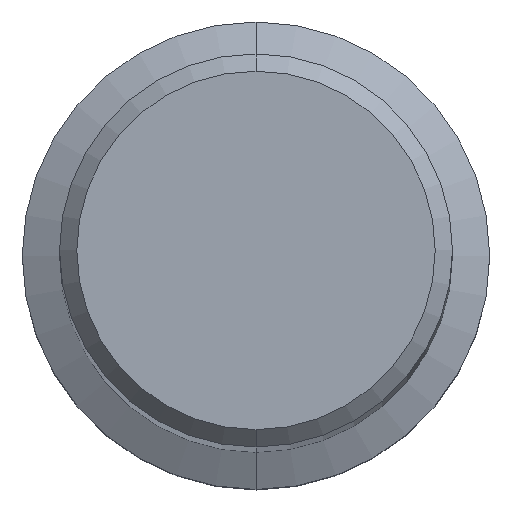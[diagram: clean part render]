
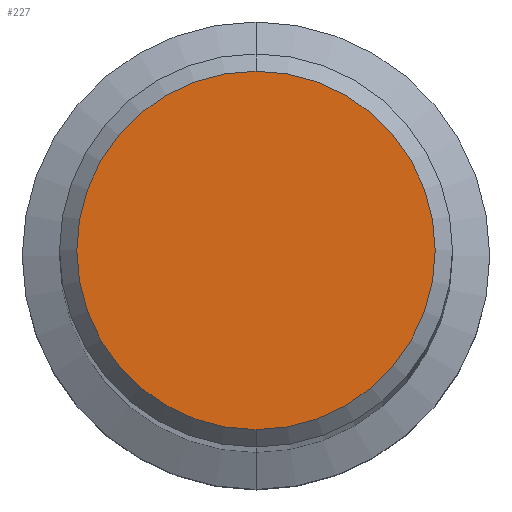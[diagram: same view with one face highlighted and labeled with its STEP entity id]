
A CAD part, top view. The second image highlights one B-rep face of the part: STEP entity #227.
In plain terms, the highlighted planar face has unit normal (0, 0, 1).
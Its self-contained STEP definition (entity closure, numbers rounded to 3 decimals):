
#227=ADVANCED_FACE('',(#587),#588,.T.);
#295=VERTEX_POINT('',#663);
#387=EDGE_CURVE('',#295,#507,#761,.T.);
#489=EDGE_CURVE('',#507,#295,#874,.T.);
#507=VERTEX_POINT('',#896);
#587=FACE_OUTER_BOUND('',#1024,.T.);
#588=PLANE('',#1025);
#663=CARTESIAN_POINT('',(0.0,10.35,0.0));
#761=CIRCLE('',#1532,10.35);
#874=CIRCLE('',#1734,10.35);
#896=CARTESIAN_POINT('',(0.,-10.35,0.0));
#1024=EDGE_LOOP('',(#1855,#1856));
#1025=AXIS2_PLACEMENT_3D('',#1857,#1858,#1859);
#1532=AXIS2_PLACEMENT_3D('',#2039,#2040,#2041);
#1734=AXIS2_PLACEMENT_3D('',#2154,#2155,#2156);
#1855=ORIENTED_EDGE('',*,*,#387,.F.);
#1856=ORIENTED_EDGE('',*,*,#489,.F.);
#1857=CARTESIAN_POINT('',(0.0,5.175,0.0));
#1858=DIRECTION('',(-0.0,0.0,1.0));
#1859=DIRECTION('',(0.0,-1.0,0.0));
#2039=CARTESIAN_POINT('',(0.0,0.0,0.0));
#2040=DIRECTION('',(0.0,0.0,-1.0));
#2041=DIRECTION('',(0.0,1.0,0.0));
#2154=CARTESIAN_POINT('',(0.0,0.0,0.0));
#2155=DIRECTION('',(0.0,0.0,-1.0));
#2156=DIRECTION('',(0.0,1.0,0.0));
